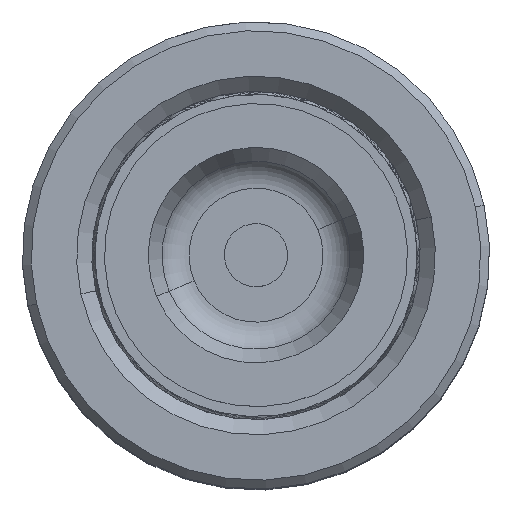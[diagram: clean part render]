
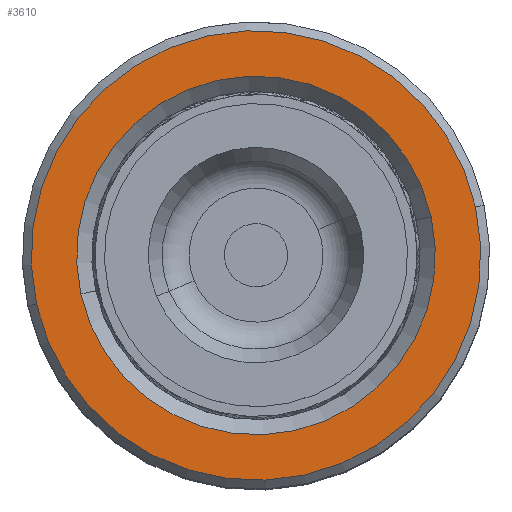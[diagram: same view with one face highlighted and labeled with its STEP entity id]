
A CAD part, top view. The second image highlights one B-rep face of the part: STEP entity #3610.
In plain terms, the highlighted planar face has unit normal (0, 0, 1).
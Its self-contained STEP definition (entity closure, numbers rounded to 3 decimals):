
#947 = CIRCLE ( 'NONE', #11920, 17.8 ) ;
#1878 = DIRECTION ( 'NONE',  ( 1., 0., 0. ) ) ;
#2179 = DIRECTION ( 'NONE',  ( 1., 0., 0. ) ) ;
#3050 = EDGE_CURVE ( 'NONE', #12172, #17014, #7131, .T. ) ;
#3610 = ADVANCED_FACE ( 'NONE', ( #25000, #9004 ), #13879, .T. ) ;
#3744 = DIRECTION ( 'NONE',  ( 0., 0., 1. ) ) ;
#4943 = CARTESIAN_POINT ( 'NONE',  ( 0., 0., 50. ) ) ;
#5361 = DIRECTION ( 'NONE',  ( 0., 0., -1. ) ) ;
#7130 = CARTESIAN_POINT ( 'NONE',  ( 0., 0., 50. ) ) ;
#7131 = CIRCLE ( 'NONE', #8891, 14.2 ) ;
#8017 = CARTESIAN_POINT ( 'NONE',  ( -14.2, 0., 50. ) ) ;
#8077 = DIRECTION ( 'NONE',  ( 0., 0., 1. ) ) ;
#8891 = AXIS2_PLACEMENT_3D ( 'NONE', #38193, #5361, #2179 ) ;
#9004 = FACE_BOUND ( 'NONE', #29350, .T. ) ;
#9331 = CIRCLE ( 'NONE', #19825, 17.8 ) ;
#9500 = CARTESIAN_POINT ( 'NONE',  ( 17.8, 0., 50. ) ) ;
#11550 = AXIS2_PLACEMENT_3D ( 'NONE', #7130, #13322, #16336 ) ;
#11920 = AXIS2_PLACEMENT_3D ( 'NONE', #18883, #3744, #25060 ) ;
#11966 = VERTEX_POINT ( 'NONE', #9500 ) ;
#12172 = VERTEX_POINT ( 'NONE', #8017 ) ;
#13322 = DIRECTION ( 'NONE',  ( 0., 0., -1. ) ) ;
#13434 = AXIS2_PLACEMENT_3D ( 'NONE', #4943, #8077, #1878 ) ;
#13771 = ORIENTED_EDGE ( 'NONE', *, *, #3050, .T. ) ;
#13879 = PLANE ( 'NONE',  #13434 ) ;
#15899 = CARTESIAN_POINT ( 'NONE',  ( 0., 0., 50. ) ) ;
#16082 = EDGE_CURVE ( 'NONE', #17014, #12172, #38792, .T. ) ;
#16336 = DIRECTION ( 'NONE',  ( 1., 0., 0. ) ) ;
#17014 = VERTEX_POINT ( 'NONE', #25547 ) ;
#18883 = CARTESIAN_POINT ( 'NONE',  ( 0., 0., 50. ) ) ;
#19825 = AXIS2_PLACEMENT_3D ( 'NONE', #15899, #22884, #22756 ) ;
#20946 = EDGE_LOOP ( 'NONE', ( #36486, #34639 ) ) ;
#22570 = ORIENTED_EDGE ( 'NONE', *, *, #16082, .T. ) ;
#22665 = EDGE_CURVE ( 'NONE', #32092, #11966, #947, .T. ) ;
#22756 = DIRECTION ( 'NONE',  ( 1., 0., 0. ) ) ;
#22884 = DIRECTION ( 'NONE',  ( 0., 0., 1. ) ) ;
#23575 = CARTESIAN_POINT ( 'NONE',  ( -17.8, 0., 50. ) ) ;
#25000 = FACE_OUTER_BOUND ( 'NONE', #20946, .T. ) ;
#25060 = DIRECTION ( 'NONE',  ( 1., 0., 0. ) ) ;
#25547 = CARTESIAN_POINT ( 'NONE',  ( 14.2, 0., 50. ) ) ;
#29347 = EDGE_CURVE ( 'NONE', #11966, #32092, #9331, .T. ) ;
#29350 = EDGE_LOOP ( 'NONE', ( #22570, #13771 ) ) ;
#32092 = VERTEX_POINT ( 'NONE', #23575 ) ;
#34639 = ORIENTED_EDGE ( 'NONE', *, *, #29347, .T. ) ;
#36486 = ORIENTED_EDGE ( 'NONE', *, *, #22665, .T. ) ;
#38193 = CARTESIAN_POINT ( 'NONE',  ( 0., 0., 50. ) ) ;
#38792 = CIRCLE ( 'NONE', #11550, 14.2 ) ;
